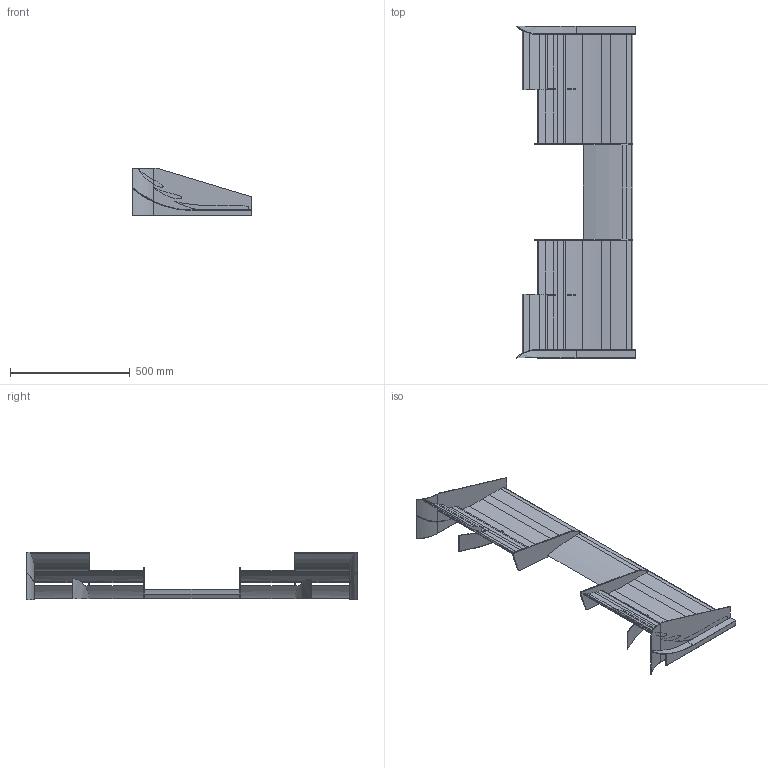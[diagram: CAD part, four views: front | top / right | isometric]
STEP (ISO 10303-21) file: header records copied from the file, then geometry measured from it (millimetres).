
FILE_DESCRIPTION(/* description */ (''),/* implementation_level */ '2;1');
FILE_NAME(/* name */ 'newFr.wing_cradle(gurnee&splitter).stp',/* time_stamp */ '2018-05-17T18:55:39+09:00',/* author */ ('ku_sk'),/* organization */ (''),/* preprocessor_version */ 'ST-DEVELOPER v16.13',/* originating_system */ 'Autodesk Inventor 2018',/* authorisation */ '');
FILE_SCHEMA (('AUTOMOTIVE_DESIGN { 1 0 10303 214 3 1 1 }'));
Length unit declared in the file: millimetre
Products named in the file (1): Fr.wing_cradle(gurnee)
Bounding box: 500 x 1384 x 200 mm (x, y, z)
Volume: 12071332.9 mm3; surface area: 1695485.2 mm2
Topology: 1 solids, 1 shells, 231 faces, 661 edges, 426 vertices
Faces by surface type: cylinder 141, plane 90
Entity records: 7875 total; most frequent: CARTESIAN_POINT 1586, DIRECTION 1373, ORIENTED_EDGE 1322, EDGE_CURVE 661, AXIS2_PLACEMENT_3D 506, VERTEX_POINT 426, LINE 361, VECTOR 361
